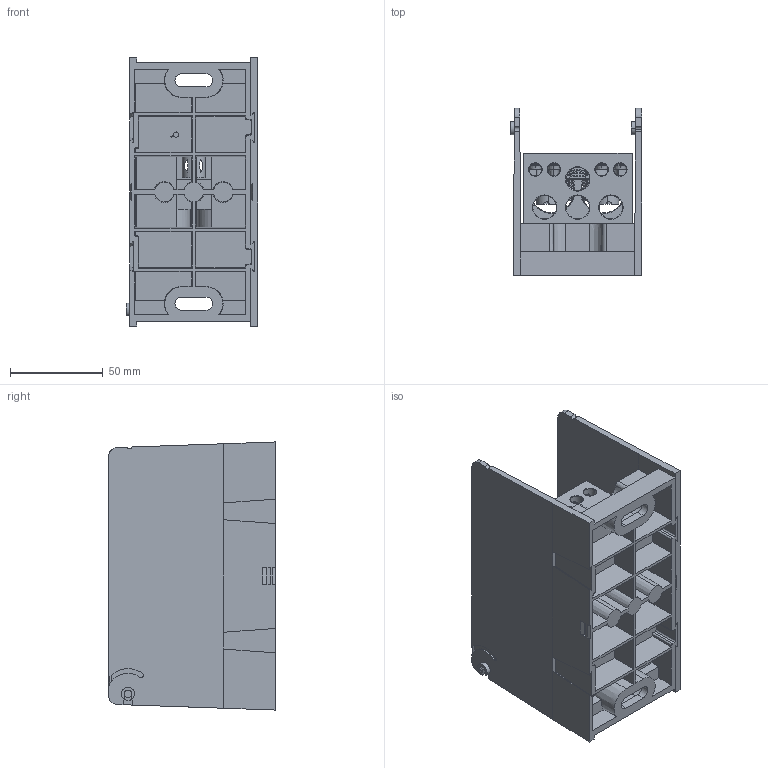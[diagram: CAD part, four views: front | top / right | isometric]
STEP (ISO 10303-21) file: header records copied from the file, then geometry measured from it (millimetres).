
FILE_DESCRIPTION (( 'STEP AP214' ), '1' );
FILE_NAME ('701985rev-1P.STEP', '2015-01-15T19:26:05', ( '' ), ( '' ), 'SwSTEP 2.0', 'SolidWorks 2014', '' );
FILE_SCHEMA (( 'AUTOMOTIVE_DESIGN' ));
Length unit declared in the file: inch
Products named in the file (1): 701985rev-1P
Bounding box: 71.25 x 90.17 x 144.78 mm (x, y, z)
Surface area: 118040 mm2 (no closed solid volume)
Topology: 0 solids, 39 shells, 552 faces, 1770 edges, 1213 vertices
Faces by surface type: plane 215, cylinder 172, cone 165
Entity records: 36296 total; most frequent: CARTESIAN_POINT 14461, ORIENTED_EDGE 2955, DIRECTION 2751, EDGE_CURVE 1768, VERTEX_POINT 1213, LINE 965, VECTOR 965, AXIS2_PLACEMENT_3D 893
